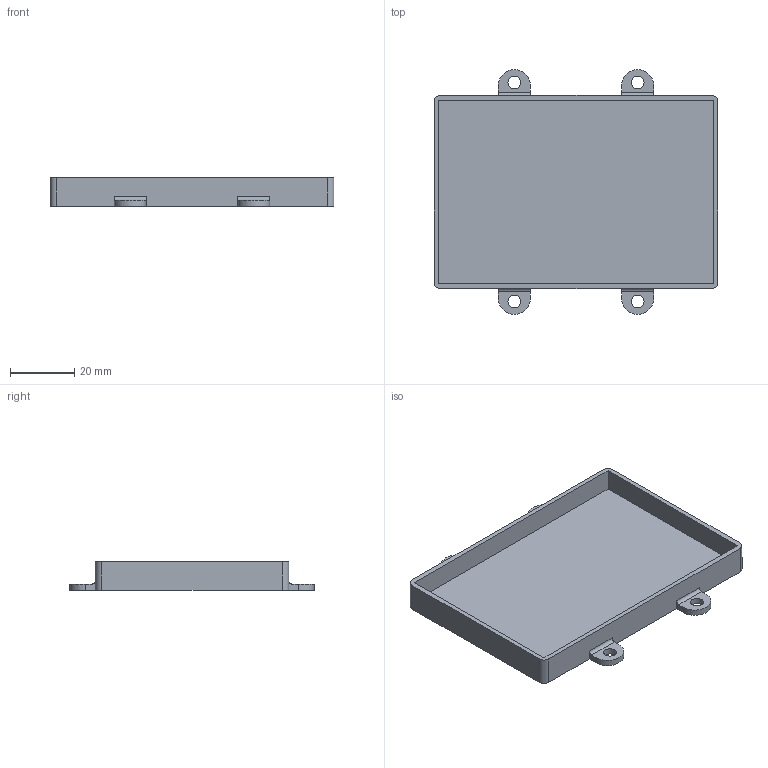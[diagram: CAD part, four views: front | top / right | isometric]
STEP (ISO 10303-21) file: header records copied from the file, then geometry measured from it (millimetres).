
FILE_DESCRIPTION(/* description */ (''),/* implementation_level */ '2;1');
FILE_NAME(/* name */ 'aa37d281-dab4-46d1-ae99-e15f4df7a1ca.stp',/* time_stamp */ '2024-07-31T10:09:29Z',/* author */ (''),/* organization */ (''),/* preprocessor_version */ 'ST-DEVELOPER v20',/* originating_system */ 'Autodesk Translation Framework v13.14.0.145',/* authorisation */ '');
FILE_SCHEMA (('AUTOMOTIVE_DESIGN { 1 0 10303 214 3 1 1 }'));
Length unit declared in the file: millimetre
Products named in the file (2): holder with board; breadboard holder
Assembly tree (1 placements, depth 2):
  holder with board
    breadboard holder
Bounding box: 88.4 x 76.2 x 9 mm (x, y, z)
Volume: 14132.3 mm3; surface area: 15909.2 mm2
Topology: 1 solids, 1 shells, 39 faces, 108 edges, 72 vertices
Faces by surface type: plane 23, cylinder 16
Full cylindrical faces by diameter (mm): 4 x4
Entity records: 1323 total; most frequent: DIRECTION 224, CARTESIAN_POINT 222, ORIENTED_EDGE 216, EDGE_CURVE 108, LINE 76, VECTOR 76, AXIS2_PLACEMENT_3D 74, VERTEX_POINT 72
